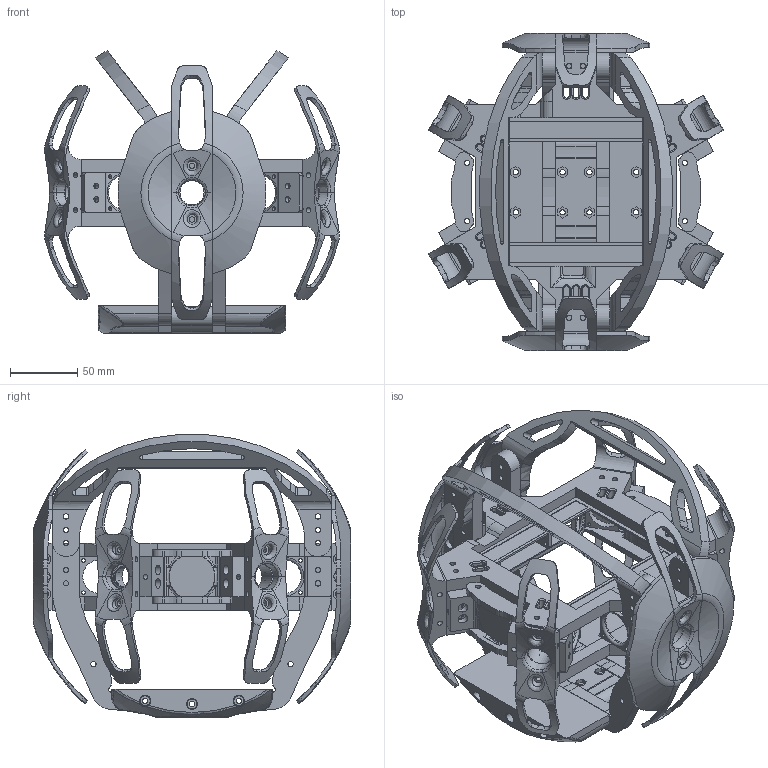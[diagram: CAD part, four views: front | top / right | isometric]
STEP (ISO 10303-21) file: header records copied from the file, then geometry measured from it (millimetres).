
FILE_DESCRIPTION(/* description */ (''),/* implementation_level */ '2;1');
FILE_NAME(/* name */ 'egg-parts.stp',/* time_stamp */ '2024-09-05T22:43:30-07:00',/* author */ ('generic'),/* organization */ (''),/* preprocessor_version */ 'ST-DEVELOPER v19.2',/* originating_system */ 'Autodesk Inventor 2024',/* authorisation */ '');
FILE_SCHEMA (('AUTOMOTIVE_DESIGN { 1 0 10303 214 3 1 1 }'));
Length unit declared in the file: millimetre
Products named in the file (16): Assembly2; camera-mount; camera-top-bracket; battery-top-tray; agx-top-strap; speaker-bracket; speaker-lock; battery-stand; battery-strap; simple-fan-holder; fakebolt; smallface; lense-spring; largeface; smallface-eye; battery-corner-protect
Assembly tree (39 placements, depth 2):
  Assembly2
    camera-mount  x6
    camera-top-bracket
    battery-top-tray
    battery-strap  x2
    agx-top-strap  x2
    speaker-bracket  x2
    speaker-lock  x4
    battery-stand
    simple-fan-holder  x6
    fakebolt
    smallface  x4
    lense-spring
    largeface  x2
    smallface-eye  x4
    battery-corner-protect  x2
Bounding box: 220.24 x 236.99 x 211.03 mm (x, y, z)
Volume: 948947.3 mm3; surface area: 439129.8 mm2
Topology: 39 solids, 39 shells, 2212 faces, 5897 edges, 3883 vertices
Faces by surface type: cylinder 867, plane 792, bspline 383, torus 94, sphere 40, cone 36
Full cylindrical faces by diameter (mm): 2.1 x24, 2.8 x24, 3.8 x92, 4 x111, 4.2 x12, 4.35 x36, 7.4 x40, 14 x4, 14.504 x1, 18 x6, 19.197 x1, 25 x12
Entity records: 39918 total; most frequent: CARTESIAN_POINT 13581, ORIENTED_EDGE 5492, DIRECTION 5073, EDGE_CURVE 2746, AXIS2_PLACEMENT_3D 1916, VERTEX_POINT 1788, EDGE_LOOP 1310, LINE 1241
